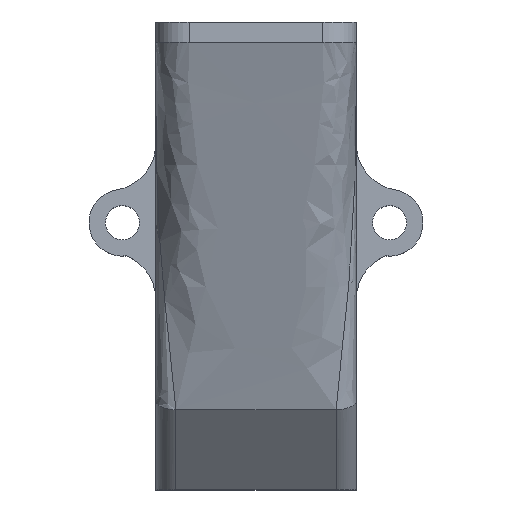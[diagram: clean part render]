
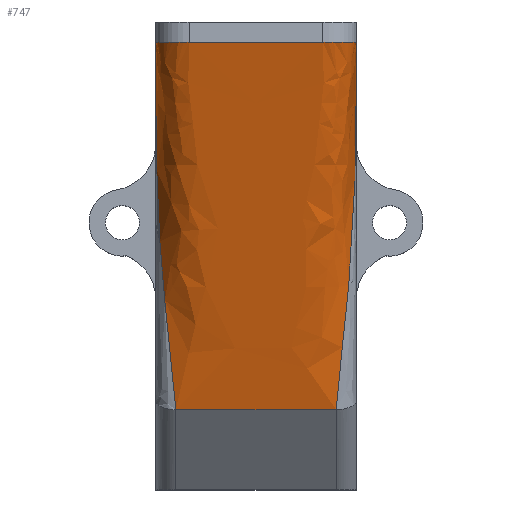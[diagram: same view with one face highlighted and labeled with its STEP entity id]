
A CAD part, top view. The second image highlights one B-rep face of the part: STEP entity #747.
In plain terms, the highlighted free-form (B-spline) face has degree [3, 3] with [14, 4] control points.
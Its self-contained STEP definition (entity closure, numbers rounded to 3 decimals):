
#39=CIRCLE('',#816,5.);
#40=CIRCLE('',#817,5.);
#70=B_SPLINE_SURFACE_WITH_KNOTS('',3,3,((#1493,#1494,#1495,#1496),(#1497,
#1498,#1499,#1500),(#1501,#1502,#1503,#1504),(#1505,#1506,#1507,#1508),
(#1509,#1510,#1511,#1512),(#1513,#1514,#1515,#1516),(#1517,#1518,#1519,
#1520),(#1521,#1522,#1523,#1524),(#1525,#1526,#1527,#1528),(#1529,#1530,
#1531,#1532),(#1533,#1534,#1535,#1536),(#1537,#1538,#1539,#1540),(#1541,
#1542,#1543,#1544),(#1545,#1546,#1547,#1548)),.UNSPECIFIED.,.F.,.F.,.F.,
(4,2,1,2,2,1,2,4),(4,4),(0.,0.127,0.209,0.291,
0.709,0.791,0.873,1.),(0.,1.),
 .UNSPECIFIED.);
#98=FACE_OUTER_BOUND('',#144,.T.);
#144=EDGE_LOOP('',(#628,#629,#630,#631,#632,#633,#634,#635));
#164=B_SPLINE_CURVE_WITH_KNOTS('',3,(#1166,#1167,#1168,#1169,#1170,#1171,
#1172,#1173,#1174,#1175,#1176,#1177),.UNSPECIFIED.,.F.,.F.,(4,2,1,1,1,1,
1,1,4),(-5.516,-5.511,-3.307,-2.756,
-2.205,-1.653,-1.102,-0.551,
0.),.UNSPECIFIED.);
#165=B_SPLINE_CURVE_WITH_KNOTS('',3,(#1256,#1257,#1258,#1259,#1260,#1261,
#1262,#1263,#1264,#1265),.UNSPECIFIED.,.F.,.F.,(4,1,1,1,1,2,4),(-5.511,
-4.409,-3.307,-2.205,-1.102,
0.,0.005),.UNSPECIFIED.);
#182=LINE('',#1195,#255);
#188=LINE('',#1334,#261);
#216=LINE('',#1423,#289);
#229=LINE('',#1552,#302);
#255=VECTOR('',#854,10.);
#261=VECTOR('',#868,10.);
#289=VECTOR('',#958,10.);
#302=VECTOR('',#975,10.);
#318=VERTEX_POINT('',#1031);
#322=VERTEX_POINT('',#1153);
#330=VERTEX_POINT('',#1193);
#334=VERTEX_POINT('',#1254);
#335=VERTEX_POINT('',#1255);
#337=VERTEX_POINT('',#1333);
#376=VERTEX_POINT('',#1549);
#377=VERTEX_POINT('',#1551);
#392=EDGE_CURVE('',#322,#318,#164,.T.);
#401=EDGE_CURVE('',#322,#330,#182,.T.);
#406=EDGE_CURVE('',#334,#335,#165,.T.);
#411=EDGE_CURVE('',#335,#337,#188,.T.);
#456=EDGE_CURVE('',#334,#318,#216,.T.);
#469=EDGE_CURVE('',#376,#330,#39,.T.);
#470=EDGE_CURVE('',#377,#376,#229,.T.);
#471=EDGE_CURVE('',#337,#377,#40,.T.);
#628=ORIENTED_EDGE('',*,*,#392,.F.);
#629=ORIENTED_EDGE('',*,*,#401,.T.);
#630=ORIENTED_EDGE('',*,*,#469,.F.);
#631=ORIENTED_EDGE('',*,*,#470,.F.);
#632=ORIENTED_EDGE('',*,*,#471,.F.);
#633=ORIENTED_EDGE('',*,*,#411,.F.);
#634=ORIENTED_EDGE('',*,*,#406,.F.);
#635=ORIENTED_EDGE('',*,*,#456,.T.);
#747=ADVANCED_FACE('',(#98),#70,.F.);
#816=AXIS2_PLACEMENT_3D('',#1550,#973,#974);
#817=AXIS2_PLACEMENT_3D('',#1553,#976,#977);
#854=DIRECTION('',(0.,0.,1.));
#868=DIRECTION('',(0.,0.,1.));
#958=DIRECTION('',(1.,0.,0.));
#973=DIRECTION('center_axis',(0.,1.,0.));
#974=DIRECTION('ref_axis',(0.707,0.,0.707));
#975=DIRECTION('',(1.,0.,0.));
#976=DIRECTION('center_axis',(0.,1.,0.));
#977=DIRECTION('ref_axis',(-0.707,0.,0.707));
#1031=CARTESIAN_POINT('',(12.,-28.,13.));
#1153=CARTESIAN_POINT('',(15.,27.,18.942));
#1166=CARTESIAN_POINT('Ctrl Pts',(15.,27.,18.942));
#1167=CARTESIAN_POINT('Ctrl Pts',(15.,26.985,18.94));
#1168=CARTESIAN_POINT('Ctrl Pts',(15.,26.969,18.939));
#1169=CARTESIAN_POINT('Ctrl Pts',(14.993,19.631,18.269));
#1170=CARTESIAN_POINT('Ctrl Pts',(14.995,10.465,17.526));
#1171=CARTESIAN_POINT('Ctrl Pts',(14.552,-0.595,16.718));
#1172=CARTESIAN_POINT('Ctrl Pts',(14.182,-6.132,16.266));
#1173=CARTESIAN_POINT('Ctrl Pts',(13.672,-11.66,15.702));
#1174=CARTESIAN_POINT('Ctrl Pts',(13.075,-17.151,14.955));
#1175=CARTESIAN_POINT('Ctrl Pts',(12.492,-22.595,14.037));
#1176=CARTESIAN_POINT('Ctrl Pts',(12.154,-26.2,13.351));
#1177=CARTESIAN_POINT('Ctrl Pts',(12.,-28.,13.));
#1193=CARTESIAN_POINT('',(15.,27.,25.));
#1195=CARTESIAN_POINT('',(15.,27.,0.));
#1254=CARTESIAN_POINT('',(-12.,-28.,13.));
#1255=CARTESIAN_POINT('',(-15.,27.,18.942));
#1256=CARTESIAN_POINT('Ctrl Pts',(-12.,-28.,13.));
#1257=CARTESIAN_POINT('Ctrl Pts',(-12.307,-24.401,13.702));
#1258=CARTESIAN_POINT('Ctrl Pts',(-13.068,-17.178,15.054));
#1259=CARTESIAN_POINT('Ctrl Pts',(-14.267,-6.137,16.332));
#1260=CARTESIAN_POINT('Ctrl Pts',(-14.828,4.945,17.11));
#1261=CARTESIAN_POINT('Ctrl Pts',(-14.984,15.963,17.971));
#1262=CARTESIAN_POINT('Ctrl Pts',(-15.,23.293,18.605));
#1263=CARTESIAN_POINT('Ctrl Pts',(-15.,26.969,18.939));
#1264=CARTESIAN_POINT('Ctrl Pts',(-15.,26.985,18.94));
#1265=CARTESIAN_POINT('Ctrl Pts',(-15.,27.,18.942));
#1333=CARTESIAN_POINT('',(-15.,27.,25.));
#1334=CARTESIAN_POINT('',(-15.,27.,0.));
#1423=CARTESIAN_POINT('',(15.,-28.,13.));
#1493=CARTESIAN_POINT('Ctrl Pts',(-15.,27.,18.942));
#1494=CARTESIAN_POINT('Ctrl Pts',(-15.,8.667,16.961));
#1495=CARTESIAN_POINT('Ctrl Pts',(-15.,-9.667,14.981));
#1496=CARTESIAN_POINT('Ctrl Pts',(-15.,-28.,13.));
#1497=CARTESIAN_POINT('Ctrl Pts',(-15.,27.,20.961));
#1498=CARTESIAN_POINT('Ctrl Pts',(-14.576,8.667,18.308));
#1499=CARTESIAN_POINT('Ctrl Pts',(-14.157,-9.667,15.653));
#1500=CARTESIAN_POINT('Ctrl Pts',(-13.733,-28.,13.));
#1501=CARTESIAN_POINT('Ctrl Pts',(-14.998,27.,22.98));
#1502=CARTESIAN_POINT('Ctrl Pts',(-14.155,8.667,19.653));
#1503=CARTESIAN_POINT('Ctrl Pts',(-13.309,-9.667,16.327));
#1504=CARTESIAN_POINT('Ctrl Pts',(-12.466,-28.,13.));
#1505=CARTESIAN_POINT('Ctrl Pts',(-15.006,27.,26.309));
#1506=CARTESIAN_POINT('Ctrl Pts',(-13.463,8.667,21.873));
#1507=CARTESIAN_POINT('Ctrl Pts',(-11.921,-9.667,17.436));
#1508=CARTESIAN_POINT('Ctrl Pts',(-10.379,-28.,13.));
#1509=CARTESIAN_POINT('Ctrl Pts',(-13.914,27.,28.915));
#1510=CARTESIAN_POINT('Ctrl Pts',(-12.188,8.667,23.609));
#1511=CARTESIAN_POINT('Ctrl Pts',(-10.463,-9.667,18.306));
#1512=CARTESIAN_POINT('Ctrl Pts',(-8.736,-28.,13.));
#1513=CARTESIAN_POINT('Ctrl Pts',(-11.309,27.,30.006));
#1514=CARTESIAN_POINT('Ctrl Pts',(-9.904,8.667,24.338));
#1515=CARTESIAN_POINT('Ctrl Pts',(-8.499,-9.667,18.668));
#1516=CARTESIAN_POINT('Ctrl Pts',(-7.094,-28.,13.));
#1517=CARTESIAN_POINT('Ctrl Pts',(-3.332,27.,29.994));
#1518=CARTESIAN_POINT('Ctrl Pts',(-2.918,8.667,24.329));
#1519=CARTESIAN_POINT('Ctrl Pts',(-2.505,-9.667,18.666));
#1520=CARTESIAN_POINT('Ctrl Pts',(-2.091,-28.,13.));
#1521=CARTESIAN_POINT('Ctrl Pts',(3.332,27.,29.994));
#1522=CARTESIAN_POINT('Ctrl Pts',(2.918,8.667,24.329));
#1523=CARTESIAN_POINT('Ctrl Pts',(2.505,-9.667,18.666));
#1524=CARTESIAN_POINT('Ctrl Pts',(2.091,-28.,13.));
#1525=CARTESIAN_POINT('Ctrl Pts',(11.309,27.,30.006));
#1526=CARTESIAN_POINT('Ctrl Pts',(9.904,8.667,24.338));
#1527=CARTESIAN_POINT('Ctrl Pts',(8.499,-9.667,18.668));
#1528=CARTESIAN_POINT('Ctrl Pts',(7.094,-28.,13.));
#1529=CARTESIAN_POINT('Ctrl Pts',(13.914,27.,28.915));
#1530=CARTESIAN_POINT('Ctrl Pts',(12.188,8.667,23.609));
#1531=CARTESIAN_POINT('Ctrl Pts',(10.463,-9.667,18.306));
#1532=CARTESIAN_POINT('Ctrl Pts',(8.736,-28.,13.));
#1533=CARTESIAN_POINT('Ctrl Pts',(15.006,27.,26.309));
#1534=CARTESIAN_POINT('Ctrl Pts',(13.463,8.667,21.873));
#1535=CARTESIAN_POINT('Ctrl Pts',(11.921,-9.667,17.436));
#1536=CARTESIAN_POINT('Ctrl Pts',(10.379,-28.,13.));
#1537=CARTESIAN_POINT('Ctrl Pts',(14.998,27.,22.98));
#1538=CARTESIAN_POINT('Ctrl Pts',(14.155,8.667,19.653));
#1539=CARTESIAN_POINT('Ctrl Pts',(13.309,-9.667,16.327));
#1540=CARTESIAN_POINT('Ctrl Pts',(12.466,-28.,13.));
#1541=CARTESIAN_POINT('Ctrl Pts',(15.,27.,20.961));
#1542=CARTESIAN_POINT('Ctrl Pts',(14.576,8.667,18.308));
#1543=CARTESIAN_POINT('Ctrl Pts',(14.157,-9.667,15.653));
#1544=CARTESIAN_POINT('Ctrl Pts',(13.733,-28.,13.));
#1545=CARTESIAN_POINT('Ctrl Pts',(15.,27.,18.942));
#1546=CARTESIAN_POINT('Ctrl Pts',(15.,8.667,16.961));
#1547=CARTESIAN_POINT('Ctrl Pts',(15.,-9.667,14.981));
#1548=CARTESIAN_POINT('Ctrl Pts',(15.,-28.,13.));
#1549=CARTESIAN_POINT('',(10.,27.,30.));
#1550=CARTESIAN_POINT('Origin',(10.,27.,25.));
#1551=CARTESIAN_POINT('',(-10.,27.,30.));
#1552=CARTESIAN_POINT('',(15.,27.,30.));
#1553=CARTESIAN_POINT('Origin',(-10.,27.,25.));
